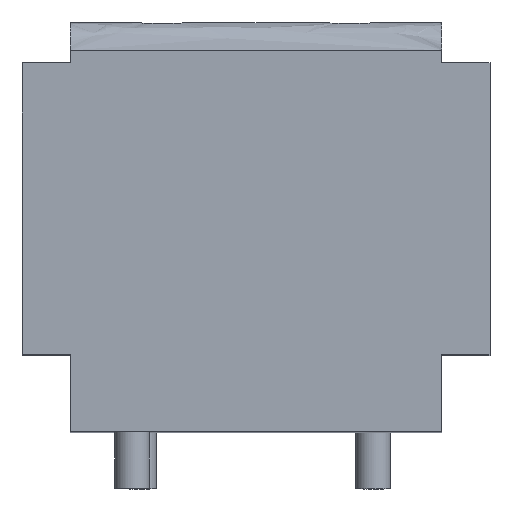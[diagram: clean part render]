
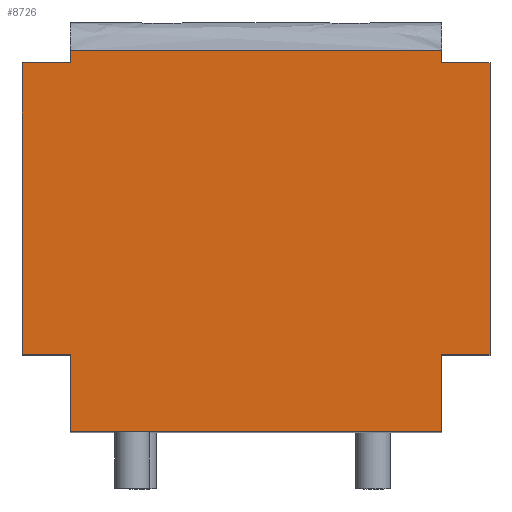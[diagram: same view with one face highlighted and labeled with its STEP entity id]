
A CAD part, top view. The second image highlights one B-rep face of the part: STEP entity #8726.
In plain terms, the highlighted free-form (B-spline) face has degree [1, 1] with [2, 2] control points.
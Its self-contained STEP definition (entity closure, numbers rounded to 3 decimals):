
#6119=CARTESIAN_POINT('V259',(34.0,26.8,
   36.1));
#6120=VERTEX_POINT('V259',#6119);
#6126=CARTESIAN_POINT('V258',(34.0,5.6,
   36.1));
#6127=VERTEX_POINT('V258',#6126);
#6128=CARTESIAN_POINT('E378',(34.0,26.8,
   36.1));
#6129=CARTESIAN_POINT('E378',(34.0,5.6,
   36.1));
#6130=QUASI_UNIFORM_CURVE('E378',1,(#6128,#6129),.POLYLINE_FORM.,.F.,
   .U.);
#6131=EDGE_CURVE('E378',#6120,#6127,#6130,.T.);
#6153=CARTESIAN_POINT('V260',(30.5,26.8,
   36.1));
#6154=VERTEX_POINT('V260',#6153);
#6160=CARTESIAN_POINT('E379',(30.5,26.8,
   36.1));
#6161=CARTESIAN_POINT('E379',(34.0,26.8,
   36.1));
#6162=QUASI_UNIFORM_CURVE('E379',1,(#6160,#6161),.POLYLINE_FORM.,.F.,
   .U.);
#6163=EDGE_CURVE('E379',#6154,#6120,#6162,.T.);
#7034=CARTESIAN_POINT('V257',(30.5,5.6,
   36.1));
#7035=VERTEX_POINT('V257',#7034);
#7036=CARTESIAN_POINT('E377',(34.0,5.6,
   36.1));
#7037=CARTESIAN_POINT('E377',(30.5,5.6,
   36.1));
#7038=QUASI_UNIFORM_CURVE('E377',1,(#7036,#7037),.POLYLINE_FORM.,.F.,
   .U.);
#7039=EDGE_CURVE('E377',#6127,#7035,#7038,.T.);
#7297=CARTESIAN_POINT('V256',(30.5,0.0,
   36.1));
#7298=VERTEX_POINT('V256',#7297);
#7304=CARTESIAN_POINT('V255',(3.5,0.0,
   36.1));
#7305=VERTEX_POINT('V255',#7304);
#7306=CARTESIAN_POINT('E375',(30.5,0.0,
   36.1));
#7307=CARTESIAN_POINT('E375',(3.5,0.0,
   36.1));
#7308=QUASI_UNIFORM_CURVE('E375',1,(#7306,#7307),.POLYLINE_FORM.,.F.,
   .U.);
#7309=EDGE_CURVE('E375',#7298,#7305,#7308,.T.);
#7342=CARTESIAN_POINT('V253',(0.,5.6,
   36.1));
#7343=VERTEX_POINT('V253',#7342);
#7349=CARTESIAN_POINT('V252',(0.,26.8,
   36.1));
#7350=VERTEX_POINT('V252',#7349);
#7351=CARTESIAN_POINT('E372',(0.,5.6,
   36.1));
#7352=CARTESIAN_POINT('E372',(0.,26.8,
   36.1));
#7353=QUASI_UNIFORM_CURVE('E372',1,(#7351,#7352),.POLYLINE_FORM.,.F.,
   .U.);
#7354=EDGE_CURVE('E372',#7343,#7350,#7353,.T.);
#7377=CARTESIAN_POINT('V251',(3.5,26.8,
   36.1));
#7378=VERTEX_POINT('V251',#7377);
#7379=CARTESIAN_POINT('E371',(0.,26.8,
   36.1));
#7380=CARTESIAN_POINT('E371',(3.5,26.8,
   36.1));
#7381=QUASI_UNIFORM_CURVE('E371',1,(#7379,#7380),.POLYLINE_FORM.,.F.,
   .U.);
#7382=EDGE_CURVE('E371',#7350,#7378,#7381,.T.);
#8626=CARTESIAN_POINT('V217',(3.5,27.7,
   36.1));
#8627=VERTEX_POINT('V217',#8626);
#8643=CARTESIAN_POINT('V219',(30.5,27.7,
   36.1));
#8644=VERTEX_POINT('V219',#8643);
#8645=CARTESIAN_POINT('E322',(30.5,27.7,
   36.1));
#8646=CARTESIAN_POINT('E322',(3.5,27.7,
   36.1));
#8647=B_SPLINE_CURVE_WITH_KNOTS('E322',1,(#8645,#8646),
   .POLYLINE_FORM.,.F.,.U.,(2,2),(2.0,10.594),
   .UNSPECIFIED.);
#8648=EDGE_CURVE('E322',#8644,#8627,#8647,.T.);
#8685=CARTESIAN_POINT('F133',(-1.7,-1.485,
   36.1));
#8686=CARTESIAN_POINT('F133',(35.7,-1.485,
   36.1));
#8687=CARTESIAN_POINT('F133',(-1.7,31.185,
   36.1));
#8688=CARTESIAN_POINT('F133',(35.7,31.185,
   36.1));
#8689=QUASI_UNIFORM_SURFACE('F133',1,1,((#8685,#8687),(#8686,
   #8688)),.PLANE_SURF.,.F.,.F.,.U.);
#8690=ORIENTED_EDGE('E322',*,*,#8648,.T.);
#8691=CARTESIAN_POINT('E370',(3.5,26.8,
   36.1));
#8692=CARTESIAN_POINT('E370',(3.5,27.7,
   36.1));
#8693=B_SPLINE_CURVE_WITH_KNOTS('E370',1,(#8691,#8692),
   .POLYLINE_FORM.,.F.,.U.,(2,2),(0.0,0.31),
   .UNSPECIFIED.);
#8694=EDGE_CURVE('E370',#7378,#8627,#8693,.T.);
#8695=ORIENTED_EDGE('E370',*,*,#8694,.F.);
#8696=ORIENTED_EDGE('E371',*,*,#7382,.F.);
#8697=ORIENTED_EDGE('E372',*,*,#7354,.F.);
#8698=CARTESIAN_POINT('V254',(3.5,5.6,
   36.1));
#8699=VERTEX_POINT('V254',#8698);
#8700=CARTESIAN_POINT('E373',(3.5,5.6,
   36.1));
#8701=CARTESIAN_POINT('E373',(0.,5.6,
   36.1));
#8702=QUASI_UNIFORM_CURVE('E373',1,(#8700,#8701),.POLYLINE_FORM.,.F.,
   .U.);
#8703=EDGE_CURVE('E373',#8699,#7343,#8702,.T.);
#8704=ORIENTED_EDGE('E373',*,*,#8703,.F.);
#8705=CARTESIAN_POINT('E374',(3.5,0.0,
   36.1));
#8706=CARTESIAN_POINT('E374',(3.5,5.6,
   36.1));
#8707=QUASI_UNIFORM_CURVE('E374',1,(#8705,#8706),.POLYLINE_FORM.,.F.,
   .U.);
#8708=EDGE_CURVE('E374',#7305,#8699,#8707,.T.);
#8709=ORIENTED_EDGE('E374',*,*,#8708,.F.);
#8710=ORIENTED_EDGE('E375',*,*,#7309,.F.);
#8711=CARTESIAN_POINT('E376',(30.5,5.6,
   36.1));
#8712=CARTESIAN_POINT('E376',(30.5,0.0,
   36.1));
#8713=QUASI_UNIFORM_CURVE('E376',1,(#8711,#8712),.POLYLINE_FORM.,.F.,
   .U.);
#8714=EDGE_CURVE('E376',#7035,#7298,#8713,.T.);
#8715=ORIENTED_EDGE('E376',*,*,#8714,.F.);
#8716=ORIENTED_EDGE('E377',*,*,#7039,.F.);
#8717=ORIENTED_EDGE('E378',*,*,#6131,.F.);
#8718=ORIENTED_EDGE('E379',*,*,#6163,.F.);
#8719=CARTESIAN_POINT('E380',(30.5,27.7,
   36.1));
#8720=CARTESIAN_POINT('E380',(30.5,26.8,
   36.1));
#8721=B_SPLINE_CURVE_WITH_KNOTS('E380',1,(#8719,#8720),
   .POLYLINE_FORM.,.F.,.U.,(2,2),(0.69,1.0),
   .UNSPECIFIED.);
#8722=EDGE_CURVE('E380',#8644,#6154,#8721,.T.);
#8723=ORIENTED_EDGE('E380',*,*,#8722,.F.);
#8724=EDGE_LOOP('F133',(#8690,#8695,#8696,#8697,#8704,#8709,#8710,
   #8715,#8716,#8717,#8718,#8723));
#8725=FACE_OUTER_BOUND('F133',#8724,.T.);
#8726=ADVANCED_FACE('F133',(#8725),#8689,.T.);
